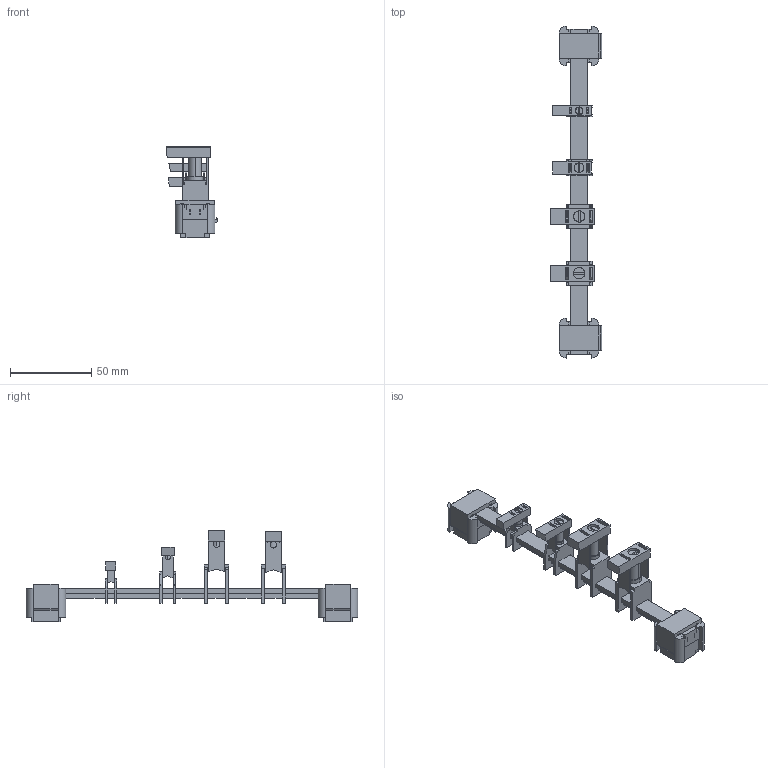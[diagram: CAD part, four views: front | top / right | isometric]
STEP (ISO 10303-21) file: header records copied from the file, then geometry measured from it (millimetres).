
FILE_DESCRIPTION((''),'2;1');
FILE_NAME('2YB674014_ASM','2024-06-17T',('dell'),(''),'PRO/ENGINEER BY PARAMETRIC TECHNOLOGY CORPORATION, 2013230','PRO/ENGINEER BY PARAMETRIC TECHNOLOGY CORPORATION, 2013230','');
FILE_SCHEMA(('AUTOMOTIVE_DESIGN { 1 0 10303 214 1 1 1 1 }'));
Length unit declared in the file: millimetre
Products named in the file (1): 2YB674014_ASM
Bounding box: 31.8 x 204.29 x 56.05 mm (x, y, z)
Volume: 36671.5 mm3; surface area: 29469 mm2
Topology: 4 solids, 4 shells, 669 faces, 2029 edges, 1327 vertices
Faces by surface type: plane 529, cylinder 124, cone 16
Entity records: 22790 total; most frequent: CARTESIAN_POINT 4132, ORIENTED_EDGE 4058, DIRECTION 3626, EDGE_CURVE 2029, VECTOR 1718, LINE 1718, VERTEX_POINT 1327, AXIS2_PLACEMENT_3D 954
